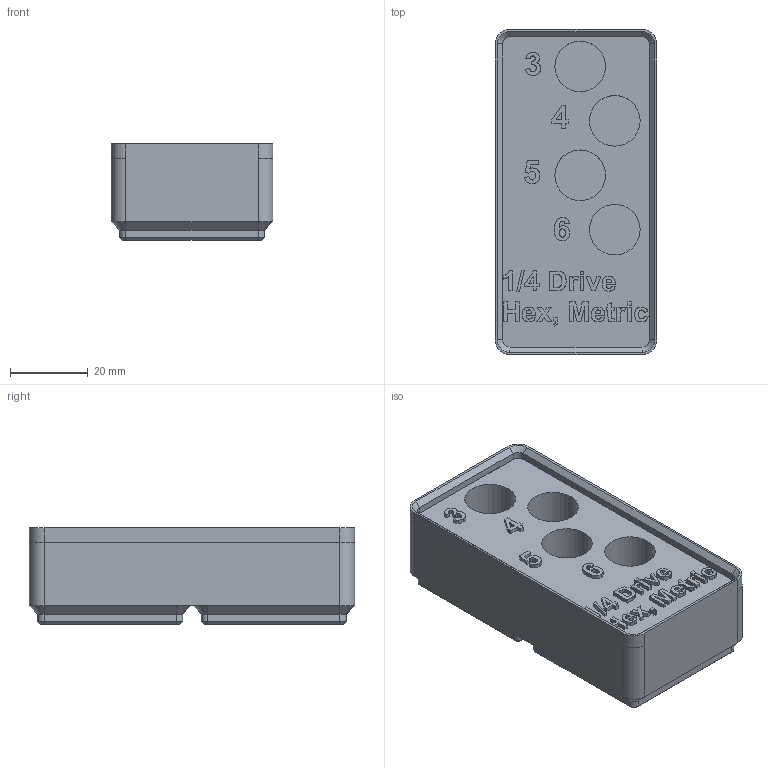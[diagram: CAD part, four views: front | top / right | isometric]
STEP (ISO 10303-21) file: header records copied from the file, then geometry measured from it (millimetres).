
FILE_DESCRIPTION(/* description */ (''),/* implementation_level */ '2;1');
FILE_NAME(/* name */ 'Quarter Inch Drive Hex Holder Gridfinity (metric).step',/* time_stamp */ '2023-10-14T08:06:58-07:00',/* author */ (''),/* organization */ (''),/* preprocessor_version */ 'ST-DEVELOPER v20',/* originating_system */ 'Autodesk Translation Framework v12.14.0.127',/* authorisation */ '');
FILE_SCHEMA (('AUTOMOTIVE_DESIGN { 1 0 10303 214 3 1 1 }'));
Length unit declared in the file: inch
Products named in the file (2): Quarter Inch Drive Hex (metric) Holder Gridfinity; Gridfinity bin 2x1x3
Assembly tree (1 placements, depth 2):
  Quarter Inch Drive Hex (metric) Holder Gridfinity
    Gridfinity bin 2x1x3
Bounding box: 41.5 x 83.5 x 24.8 mm (x, y, z)
Volume: 63791.1 mm3; surface area: 16430.6 mm2
Topology: 1 solids, 1 shells, 460 faces, 1202 edges, 780 vertices
Faces by surface type: plane 237, bspline 175, cylinder 24, cone 24
Full cylindrical faces by diameter (mm): 13 x4
Entity records: 15631 total; most frequent: CARTESIAN_POINT 5460, ORIENTED_EDGE 2404, DIRECTION 1484, EDGE_CURVE 1202, LINE 788, VECTOR 788, VERTEX_POINT 780, EDGE_LOOP 496
